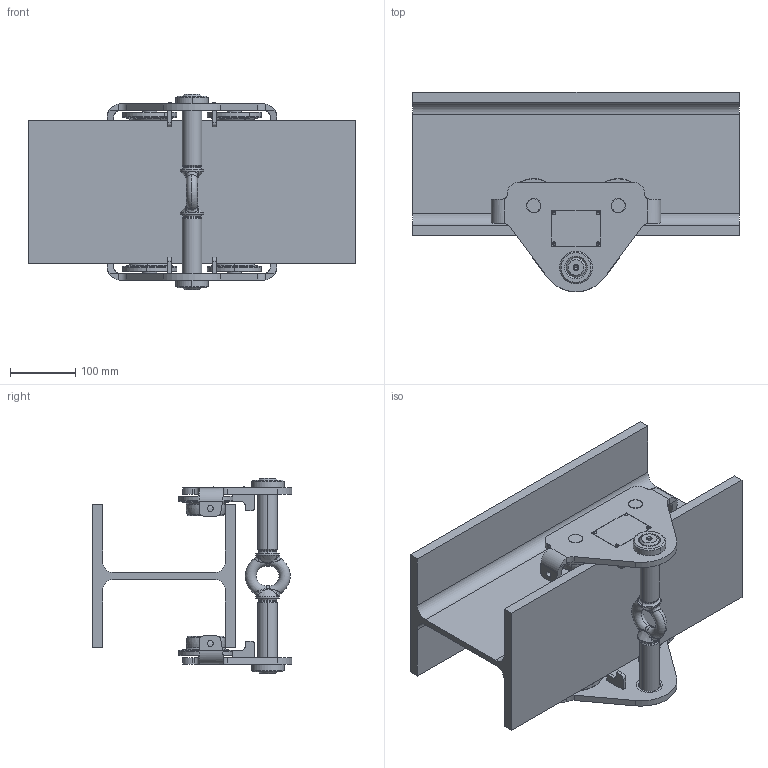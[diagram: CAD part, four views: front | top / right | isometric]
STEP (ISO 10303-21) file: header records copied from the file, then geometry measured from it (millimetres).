
FILE_DESCRIPTION (( 'STEP AP214' ), '1' );
FILE_NAME ('HTP-A 1,0t.STEP', '2018-02-07T12:58:33', ( '' ), ( '' ), 'SwSTEP 2.0', 'SolidWorks 2015', '' );
FILE_SCHEMA (( 'AUTOMOTIVE_DESIGN' ));
Length unit declared in the file: millimetre
Products named in the file (1): HTP-A 1,0t
Bounding box: 500 x 305.8 x 300 mm (x, y, z)
Volume: 5760108.2 mm3; surface area: 964976.4 mm2
Topology: 35 solids, 35 shells, 824 faces, 1952 edges, 1226 vertices
Faces by surface type: cylinder 344, plane 240, cone 124, torus 76, bspline 24, sphere 16
Entity records: 35936 total; most frequent: CARTESIAN_POINT 6935, DIRECTION 4438, ORIENTED_EDGE 3824, EDGE_CURVE 1912, AXIS2_PLACEMENT_3D 1821, VERTEX_POINT 1214, CIRCLE 1020, EDGE_LOOP 962
